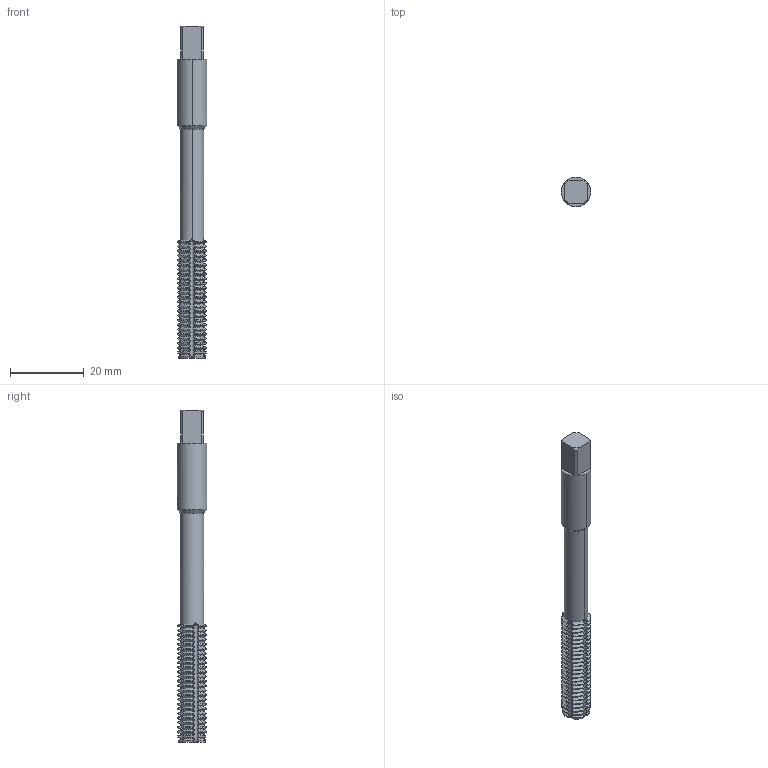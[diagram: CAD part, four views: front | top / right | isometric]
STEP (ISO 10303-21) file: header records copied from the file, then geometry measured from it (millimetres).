
FILE_DESCRIPTION(('no description'),'unknown implementation level');
FILE_NAME('solidFTuosIzfm_eHhWPLdMZPznmAy4M_1.STP',' ',('CIMSOURCE GmbH'),('CADClick - KiM GmbH - www.kimweb.de'),'unknown preprocess','ACIS','unknown authorization');
FILE_SCHEMA(('automotive_design'));
Length unit declared in the file: millimetre
Products named in the file (2): 1; 2
Bounding box: 8 x 8 x 90 mm (x, y, z)
Volume: 3487.1 mm3; surface area: 3787.9 mm2
Topology: 2 solids, 2 shells, 1030 faces, 2967 edges, 1941 vertices
Faces by surface type: cone 394, cylinder 339, plane 287, torus 10
Entity records: 71134 total; most frequent: CARTESIAN_POINT 11619, STYLED_ITEM 5940, PRESENTATION_STYLE_ASSIGNMENT 5940, COLOUR_RGB 5940, ORIENTED_EDGE 5934, DIRECTION 5320, EDGE_CURVE 2967, CURVE_STYLE 2967
